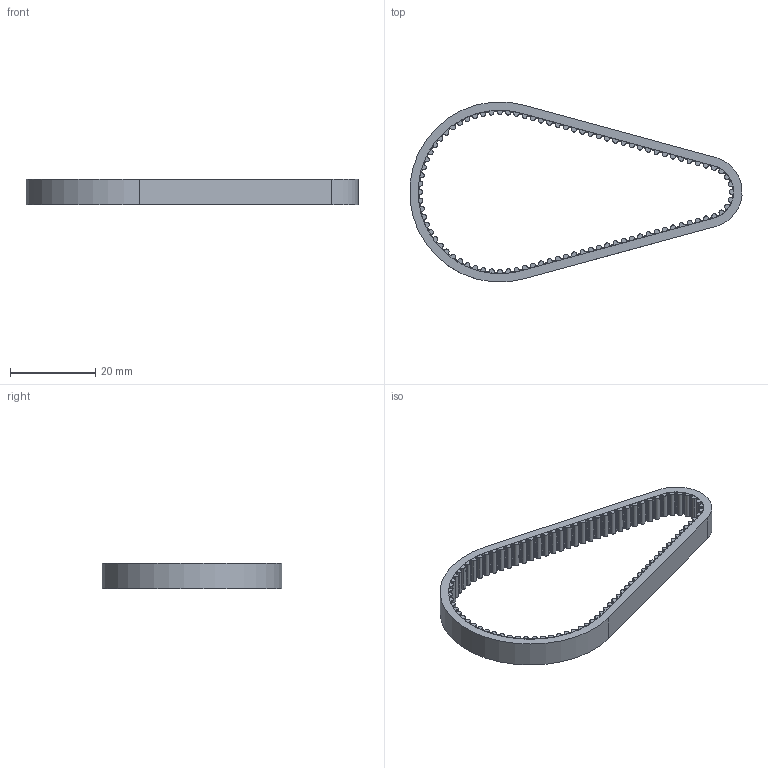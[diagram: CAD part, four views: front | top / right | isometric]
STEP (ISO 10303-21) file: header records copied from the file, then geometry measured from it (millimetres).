
FILE_DESCRIPTION(/* description */ ('','CAx-IF Rec.Pracs.---Representation and Presentation of Product Manufacturing Information (PMI)---4.0---2014-10-13'),/* implementation_level */ '2;1');
FILE_NAME(/* name */ 'TA TimingBeltGenerator v9.step',/* time_stamp */ '2025-03-24T18:31:59+01:00',/* author */ (''),/* organization */ (''),/* preprocessor_version */ 'ST-DEVELOPER v20',/* originating_system */ 'Autodesk Translation Framework v13.20.0.188',/* authorisation */ '');
FILE_SCHEMA (('AP242_MANAGED_MODEL_BASED_3D_ENGINEERING_MIM_LF { 1 0 10303 442 1 1 4 }'));
Length unit declared in the file: millimetre
Products named in the file (1): TimingBeltGenerator
Bounding box: 77.7 x 42.05 x 6 mm (x, y, z)
Volume: 2893.9 mm3; surface area: 6059.4 mm2
Topology: 91 solids, 91 shells, 1090 faces, 2724 edges, 1816 vertices
Faces by surface type: plane 546, cylinder 544
Entity records: 32823 total; most frequent: DIRECTION 5994, CARTESIAN_POINT 5631, ORIENTED_EDGE 5448, EDGE_CURVE 2724, AXIS2_PLACEMENT_3D 2179, VERTEX_POINT 1816, LINE 1636, VECTOR 1636
